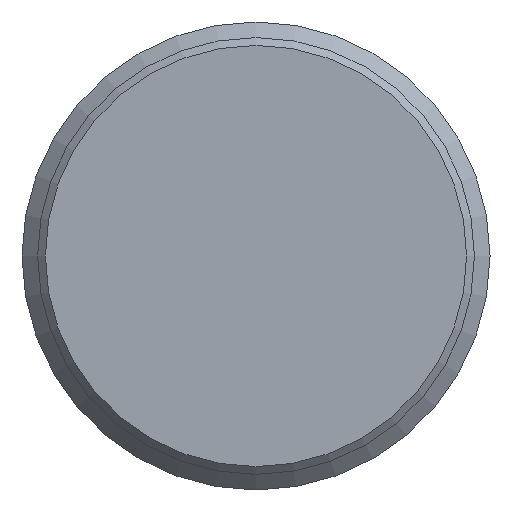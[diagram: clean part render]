
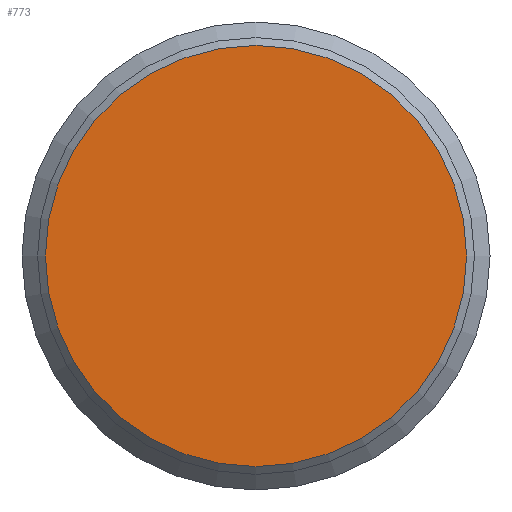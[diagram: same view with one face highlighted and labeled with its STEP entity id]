
A CAD part, front view. The second image highlights one B-rep face of the part: STEP entity #773.
In plain terms, the highlighted planar face has unit normal (0, -1, 0).
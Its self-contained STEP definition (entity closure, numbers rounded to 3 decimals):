
#58=PLANE('',#890);
#97=FACE_OUTER_BOUND('',#157,.T.);
#157=EDGE_LOOP('',(#612));
#283=CIRCLE('',#884,13.5);
#347=VERTEX_POINT('',#1347);
#436=EDGE_CURVE('',#347,#347,#283,.T.);
#612=ORIENTED_EDGE('',*,*,#436,.F.);
#773=ADVANCED_FACE('',(#97),#58,.T.);
#884=AXIS2_PLACEMENT_3D('',#1348,#1096,#1097);
#890=AXIS2_PLACEMENT_3D('',#1360,#1110,#1111);
#1096=DIRECTION('center_axis',(0.,1.,0.));
#1097=DIRECTION('ref_axis',(-1.,0.,0.));
#1110=DIRECTION('center_axis',(0.,-1.,0.));
#1111=DIRECTION('ref_axis',(0.,0.,-1.));
#1347=CARTESIAN_POINT('',(13.5,0.,0.));
#1348=CARTESIAN_POINT('Origin',(0.,0.,
0.));
#1360=CARTESIAN_POINT('Origin',(7.,0.,0.));
